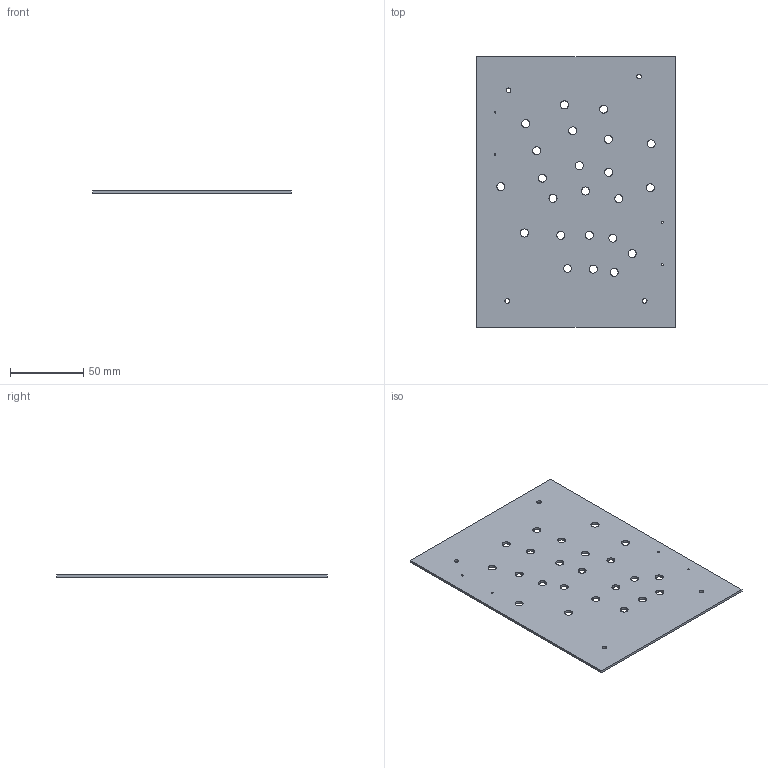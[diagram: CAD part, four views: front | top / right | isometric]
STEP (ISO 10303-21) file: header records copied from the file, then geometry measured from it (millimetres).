
FILE_DESCRIPTION(('KiCad electronic assembly'),'2;1');
FILE_NAME('Hapticomm_op-amp_Splitter.step','2022-12-12T15:02:00',( 'Pcbnew'),('Kicad'),'Open CASCADE STEP processor 7.6', 'KiCad to STEP converter','Unknown');
FILE_SCHEMA(('AUTOMOTIVE_DESIGN { 1 0 10303 214 1 1 1 1 }'));
Length unit declared in the file: millimetre
Products named in the file (2): Hapticomm_op-amp_Splitter 1; _autosave-Hapticomm_op-amp_Splitter PCB
Assembly tree (1 placements, depth 2):
  Hapticomm_op-amp_Splitter 1
    _autosave-Hapticomm_op-amp_Splitter PCB
Bounding box: 136.07 x 185.01 x 1.6 mm (x, y, z)
Volume: 39344.8 mm3; surface area: 50934.2 mm2
Topology: 1 solids, 1 shells, 37 faces, 105 edges, 70 vertices
Faces by surface type: cylinder 31, plane 6
Full cylindrical faces by diameter (mm): 1.27 x4, 3.2 x4, 5.5 x23
Entity records: 2963 total; most frequent: CARTESIAN_POINT 796, DIRECTION 393, ORIENTED_EDGE 210, PCURVE 210, DEFINITIONAL_REPRESENTATION 210, LINE 191, VECTOR 191, EDGE_CURVE 105
